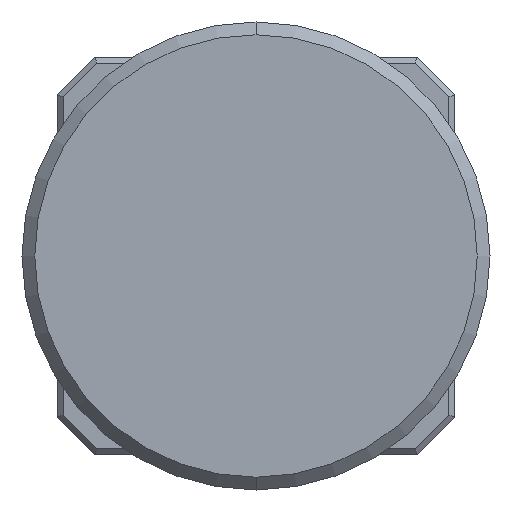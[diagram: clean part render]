
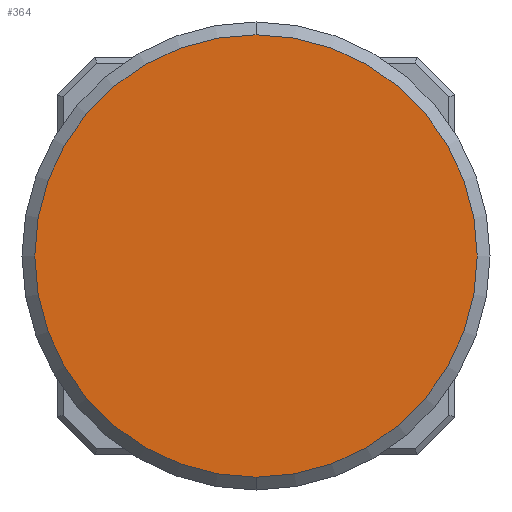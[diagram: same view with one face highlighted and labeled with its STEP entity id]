
A CAD part, left-side view. The second image highlights one B-rep face of the part: STEP entity #364.
In plain terms, the highlighted planar face has unit normal (-1, 0, 0).
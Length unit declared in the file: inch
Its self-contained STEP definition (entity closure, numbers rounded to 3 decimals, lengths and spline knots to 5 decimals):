
#44 = PLANE ( 'NONE',  #88 ) ;
#88 = AXIS2_PLACEMENT_3D ( 'NONE', #441, #1156, #231 ) ;
#95 = CARTESIAN_POINT ( 'NONE',  ( -1.25, 0., 0.4185 ) ) ;
#114 = CARTESIAN_POINT ( 'NONE',  ( -1.25, 0., -0.4185 ) ) ;
#157 = AXIS2_PLACEMENT_3D ( 'NONE', #196, #518, #1223 ) ;
#158 = VERTEX_POINT ( 'NONE', #114 ) ;
#178 = CARTESIAN_POINT ( 'NONE',  ( -1.25, 0., 0. ) ) ;
#196 = CARTESIAN_POINT ( 'NONE',  ( -1.25, 0., 0. ) ) ;
#231 = DIRECTION ( 'NONE',  ( 0., 0., 1. ) ) ;
#272 = DIRECTION ( 'NONE',  ( -1., 0., 0. ) ) ;
#364 = ADVANCED_FACE ( 'NONE', ( #503 ), #44, .T. ) ;
#441 = CARTESIAN_POINT ( 'NONE',  ( -1.25, 0.4485, 0. ) ) ;
#470 = ORIENTED_EDGE ( 'NONE', *, *, #673, .T. ) ;
#503 = FACE_OUTER_BOUND ( 'NONE', #1045, .T. ) ;
#518 = DIRECTION ( 'NONE',  ( -1., 0., 0. ) ) ;
#611 = CIRCLE ( 'NONE', #1104, 0.4185 ) ;
#641 = ORIENTED_EDGE ( 'NONE', *, *, #949, .T. ) ;
#660 = DIRECTION ( 'NONE',  ( 0., 0., 1. ) ) ;
#673 = EDGE_CURVE ( 'NONE', #158, #1114, #940, .T. ) ;
#940 = CIRCLE ( 'NONE', #157, 0.4185 ) ;
#949 = EDGE_CURVE ( 'NONE', #1114, #158, #611, .T. ) ;
#1045 = EDGE_LOOP ( 'NONE', ( #470, #641 ) ) ;
#1104 = AXIS2_PLACEMENT_3D ( 'NONE', #178, #272, #660 ) ;
#1114 = VERTEX_POINT ( 'NONE', #95 ) ;
#1156 = DIRECTION ( 'NONE',  ( -1., 0., 0. ) ) ;
#1223 = DIRECTION ( 'NONE',  ( 0., 0., 1. ) ) ;
